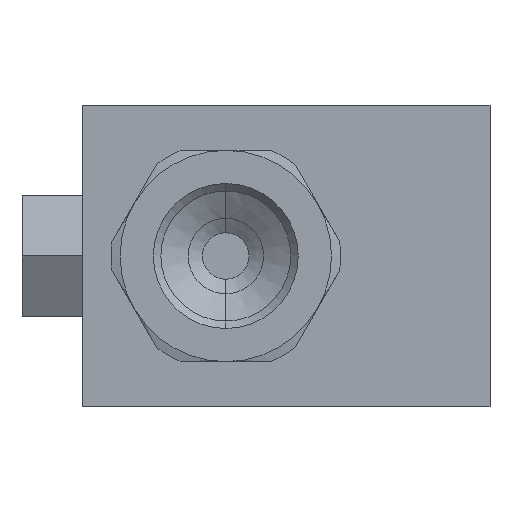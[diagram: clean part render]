
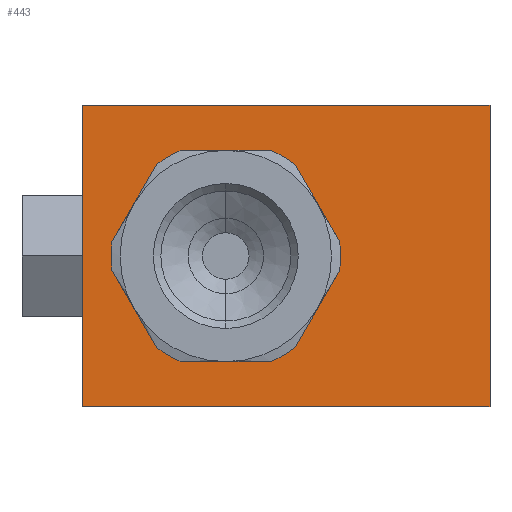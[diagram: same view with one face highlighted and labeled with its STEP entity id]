
A CAD part, left-side view. The second image highlights one B-rep face of the part: STEP entity #443.
In plain terms, the highlighted planar face has unit normal (-1, 0, 0).
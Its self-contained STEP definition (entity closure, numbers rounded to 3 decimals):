
#443=ADVANCED_FACE('',(#1047,#1048),#1049,.F.);
#1047=FACE_BOUND('',#1819,.T.);
#1048=FACE_OUTER_BOUND('',#1820,.T.);
#1049=PLANE('',#1821);
#1819=EDGE_LOOP('',(#4422,#4423));
#1820=EDGE_LOOP('',(#4424,#4425,#4426,#4427));
#1821=AXIS2_PLACEMENT_3D('',#4428,#4429,#4430);
#4422=ORIENTED_EDGE('',*,*,#6029,.F.);
#4423=ORIENTED_EDGE('',*,*,#5974,.F.);
#4424=ORIENTED_EDGE('',*,*,#5991,.T.);
#4425=ORIENTED_EDGE('',*,*,#6022,.F.);
#4426=ORIENTED_EDGE('',*,*,#6030,.F.);
#4427=ORIENTED_EDGE('',*,*,#6031,.F.);
#4428=CARTESIAN_POINT('',(-15.6,0.,-20.0));
#4429=DIRECTION('',(1.0,0.,0.0));
#4430=DIRECTION('',(0.0,0.0,-1.0));
#5974=EDGE_CURVE('',#6911,#6913,#6914,.T.);
#5991=EDGE_CURVE('',#6946,#6944,#6947,.T.);
#6022=EDGE_CURVE('',#7002,#6944,#7004,.T.);
#6029=EDGE_CURVE('',#6913,#6911,#7012,.T.);
#6030=EDGE_CURVE('',#7013,#7002,#7014,.T.);
#6031=EDGE_CURVE('',#6946,#7013,#7015,.T.);
#6911=VERTEX_POINT('',#8316);
#6913=VERTEX_POINT('',#8319);
#6914=CIRCLE('',#8320,4.25);
#6944=VERTEX_POINT('',#8440);
#6946=VERTEX_POINT('',#8443);
#6947=LINE('',#8444,#8445);
#7002=VERTEX_POINT('',#8667);
#7004=LINE('',#8670,#8671);
#7012=CIRCLE('',#8681,4.25);
#7013=VERTEX_POINT('',#8682);
#7014=LINE('',#8683,#8684);
#7015=LINE('',#8685,#8686);
#8316=CARTESIAN_POINT('',(-15.6,7.5,-14.25));
#8319=CARTESIAN_POINT('',(-15.6,7.5,-5.75));
#8320=AXIS2_PLACEMENT_3D('',#10368,#10369,#10370);
#8440=CARTESIAN_POINT('',(-15.6,17.0,0.0));
#8443=CARTESIAN_POINT('',(-15.6,-10.0,0.0));
#8444=CARTESIAN_POINT('',(-15.6,0.,0.0));
#8445=VECTOR('',#10382,1000.0);
#8667=CARTESIAN_POINT('',(-15.6,17.0,-20.0));
#8670=CARTESIAN_POINT('',(-15.6,17.0,-20.0));
#8671=VECTOR('',#10407,1000.0);
#8681=AXIS2_PLACEMENT_3D('',#10416,#10417,#10418);
#8682=CARTESIAN_POINT('',(-15.6,-10.0,-20.0));
#8683=CARTESIAN_POINT('',(-15.6,0.,-20.0));
#8684=VECTOR('',#10419,1000.0);
#8685=CARTESIAN_POINT('',(-15.6,-10.0,0.0));
#8686=VECTOR('',#10420,1000.0);
#10368=CARTESIAN_POINT('',(-15.6,7.5,-10.0));
#10369=DIRECTION('',(-1.0,0.,0.0));
#10370=DIRECTION('',(0.0,0.0,1.0));
#10382=DIRECTION('',(0.0,1.0,0.0));
#10407=DIRECTION('',(0.0,0.0,1.0));
#10416=CARTESIAN_POINT('',(-15.6,7.5,-10.0));
#10417=DIRECTION('',(-1.0,0.,0.0));
#10418=DIRECTION('',(0.0,0.0,1.0));
#10419=DIRECTION('',(0.0,1.0,0.0));
#10420=DIRECTION('',(0.0,0.0,-1.0));
